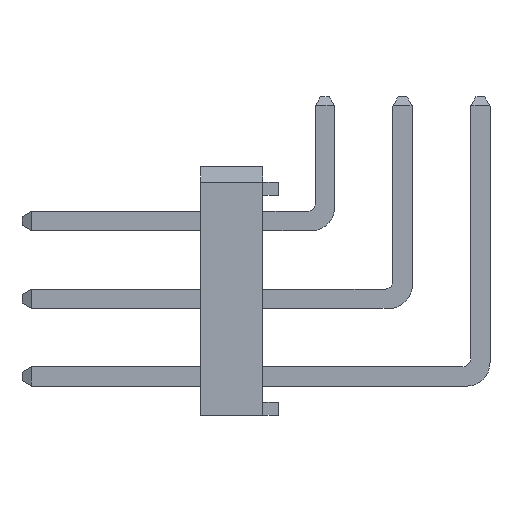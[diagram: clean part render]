
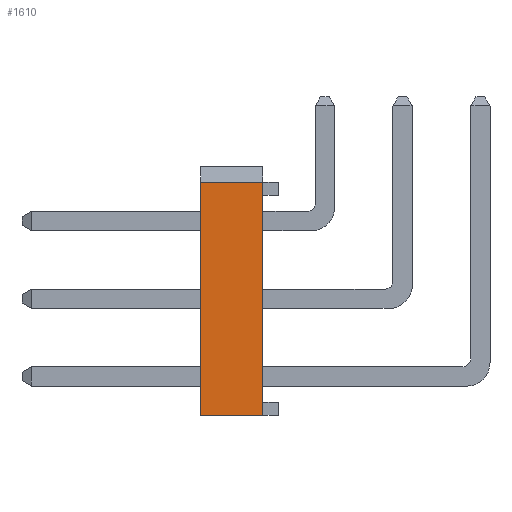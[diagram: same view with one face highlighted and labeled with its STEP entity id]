
A CAD part, left-side view. The second image highlights one B-rep face of the part: STEP entity #1610.
In plain terms, the highlighted planar face has unit normal (-1, 0, 0).
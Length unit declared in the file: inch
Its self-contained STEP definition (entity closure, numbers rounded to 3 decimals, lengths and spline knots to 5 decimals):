
#1610 = ADVANCED_FACE( '', ( #3414 ), #3415, .F. );
#3414 = FACE_OUTER_BOUND( '', #5402, .T. );
#3415 = PLANE( '', #5403 );
#5402 = EDGE_LOOP( '', ( #10181, #10182, #10183, #10184 ) );
#5403 = AXIS2_PLACEMENT_3D( '', #10185, #10186, #10187 );
#10181 = ORIENTED_EDGE( '', *, *, #12126, .F. );
#10182 = ORIENTED_EDGE( '', *, *, #12288, .F. );
#10183 = ORIENTED_EDGE( '', *, *, #13404, .F. );
#10184 = ORIENTED_EDGE( '', *, *, #13212, .T. );
#10185 = CARTESIAN_POINT( '', ( -0.25, 0.1, -0.15 ) );
#10186 = DIRECTION( '', ( 1., 0., 0. ) );
#10187 = DIRECTION( '', ( 0., 0., -1. ) );
#12126 = EDGE_CURVE( '', #14639, #14641, #14642, .T. );
#12288 = EDGE_CURVE( '', #14914, #14639, #14916, .T. );
#13212 = EDGE_CURVE( '', #16373, #14641, #16374, .T. );
#13404 = EDGE_CURVE( '', #16373, #14914, #16645, .T. );
#14639 = VERTEX_POINT( '', #18206 );
#14641 = VERTEX_POINT( '', #18209 );
#14642 = LINE( '', #18210, #18211 );
#14914 = VERTEX_POINT( '', #18612 );
#14916 = LINE( '', #18615, #18616 );
#16373 = VERTEX_POINT( '', #20782 );
#16374 = LINE( '', #20783, #20784 );
#16645 = LINE( '', #21198, #21199 );
#18206 = CARTESIAN_POINT( '', ( -0.25, 0.02, 0.15 ) );
#18209 = CARTESIAN_POINT( '', ( -0.25, 0.02, -0.15 ) );
#18210 = CARTESIAN_POINT( '', ( -0.25, 0.02, -0.15 ) );
#18211 = VECTOR( '', #22752, 39.37008 );
#18612 = CARTESIAN_POINT( '', ( -0.25, 0.1, 0.15 ) );
#18615 = CARTESIAN_POINT( '', ( -0.25, 0.1, 0.15 ) );
#18616 = VECTOR( '', #22883, 39.37008 );
#20782 = CARTESIAN_POINT( '', ( -0.25, 0.1, -0.15 ) );
#20783 = CARTESIAN_POINT( '', ( -0.25, 0.1, -0.15 ) );
#20784 = VECTOR( '', #23695, 39.37008 );
#21198 = CARTESIAN_POINT( '', ( -0.25, 0.1, -0.15 ) );
#21199 = VECTOR( '', #23854, 39.37008 );
#22752 = DIRECTION( '', ( 0., 0., -1. ) );
#22883 = DIRECTION( '', ( 0., -1., 0. ) );
#23695 = DIRECTION( '', ( 0., -1., 0. ) );
#23854 = DIRECTION( '', ( 0., 0., 1. ) );
